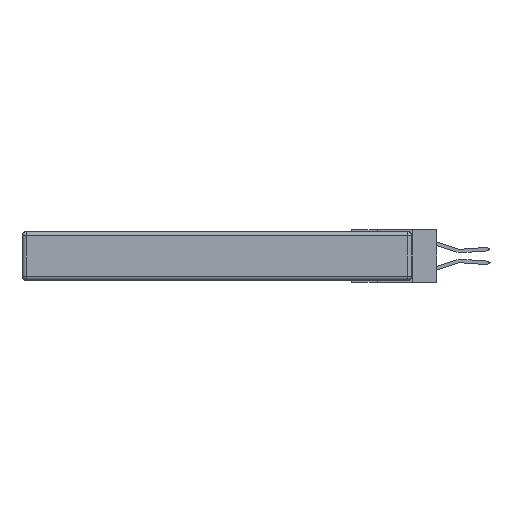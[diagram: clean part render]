
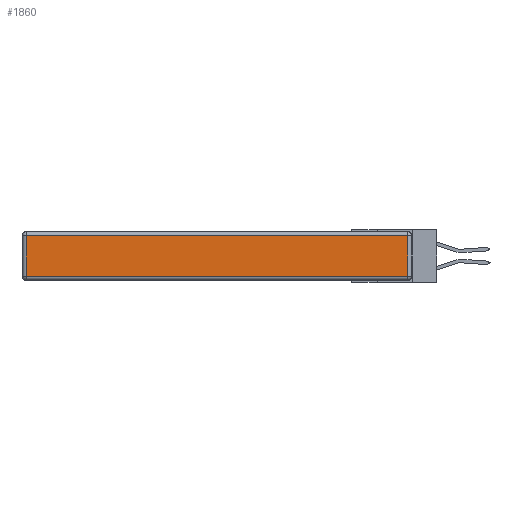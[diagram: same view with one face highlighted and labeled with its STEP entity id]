
A CAD part, left-side view. The second image highlights one B-rep face of the part: STEP entity #1860.
In plain terms, the highlighted planar face has unit normal (-1, 0, 0).
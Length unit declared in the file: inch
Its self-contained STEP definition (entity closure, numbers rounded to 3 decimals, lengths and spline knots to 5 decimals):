
#1209 = VECTOR ( 'NONE', #4629, 39.37008 ) ;
#1602 = VECTOR ( 'NONE', #4371, 39.37008 ) ;
#1737 = CARTESIAN_POINT ( 'NONE',  ( 0., 2.75, -0.03 ) ) ;
#1860 = ADVANCED_FACE ( 'NONE', ( #2323 ), #18963, .T. ) ;
#2011 = AXIS2_PLACEMENT_3D ( 'NONE', #8340, #9847, #9985 ) ;
#2076 = EDGE_LOOP ( 'NONE', ( #19109, #4503, #16080, #14719 ) ) ;
#2310 = LINE ( 'NONE', #18092, #18422 ) ;
#2323 = FACE_OUTER_BOUND ( 'NONE', #2076, .T. ) ;
#3412 = LINE ( 'NONE', #18684, #6890 ) ;
#4271 = EDGE_CURVE ( 'NONE', #18121, #9815, #3412, .T. ) ;
#4371 = DIRECTION ( 'NONE',  ( 0., 0., -1. ) ) ;
#4499 = LINE ( 'NONE', #1737, #1209 ) ;
#4503 = ORIENTED_EDGE ( 'NONE', *, *, #13229, .T. ) ;
#4629 = DIRECTION ( 'NONE',  ( 0., 1., 0. ) ) ;
#6439 = EDGE_CURVE ( 'NONE', #15404, #10663, #4499, .T. ) ;
#6890 = VECTOR ( 'NONE', #15841, 39.37008 ) ;
#8340 = CARTESIAN_POINT ( 'NONE',  ( 0., 0., -0.343 ) ) ;
#9183 = DIRECTION ( 'NONE',  ( 0., 0., 1. ) ) ;
#9619 = CARTESIAN_POINT ( 'NONE',  ( 0., 2.72, -0.313 ) ) ;
#9815 = VERTEX_POINT ( 'NONE', #11693 ) ;
#9847 = DIRECTION ( 'NONE',  ( -1., 0., 0. ) ) ;
#9985 = DIRECTION ( 'NONE',  ( 0., 0., 1. ) ) ;
#10663 = VERTEX_POINT ( 'NONE', #16887 ) ;
#11151 = CARTESIAN_POINT ( 'NONE',  ( 0., 0.03, -0.03 ) ) ;
#11693 = CARTESIAN_POINT ( 'NONE',  ( 0., 0.03, -0.313 ) ) ;
#13229 = EDGE_CURVE ( 'NONE', #9815, #15404, #2310, .T. ) ;
#14293 = LINE ( 'NONE', #19345, #1602 ) ;
#14719 = ORIENTED_EDGE ( 'NONE', *, *, #19328, .T. ) ;
#15404 = VERTEX_POINT ( 'NONE', #11151 ) ;
#15841 = DIRECTION ( 'NONE',  ( 0., -1., 0. ) ) ;
#16080 = ORIENTED_EDGE ( 'NONE', *, *, #6439, .T. ) ;
#16887 = CARTESIAN_POINT ( 'NONE',  ( 0., 2.72, -0.03 ) ) ;
#18092 = CARTESIAN_POINT ( 'NONE',  ( 0., 0.03, -0.343 ) ) ;
#18121 = VERTEX_POINT ( 'NONE', #9619 ) ;
#18422 = VECTOR ( 'NONE', #9183, 39.37008 ) ;
#18684 = CARTESIAN_POINT ( 'NONE',  ( 0., 0., -0.313 ) ) ;
#18963 = PLANE ( 'NONE',  #2011 ) ;
#19109 = ORIENTED_EDGE ( 'NONE', *, *, #4271, .T. ) ;
#19328 = EDGE_CURVE ( 'NONE', #10663, #18121, #14293, .T. ) ;
#19345 = CARTESIAN_POINT ( 'NONE',  ( 0., 2.72, -0.343 ) ) ;
